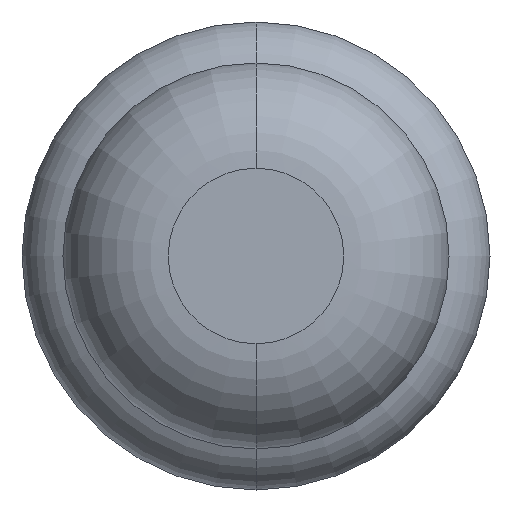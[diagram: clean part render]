
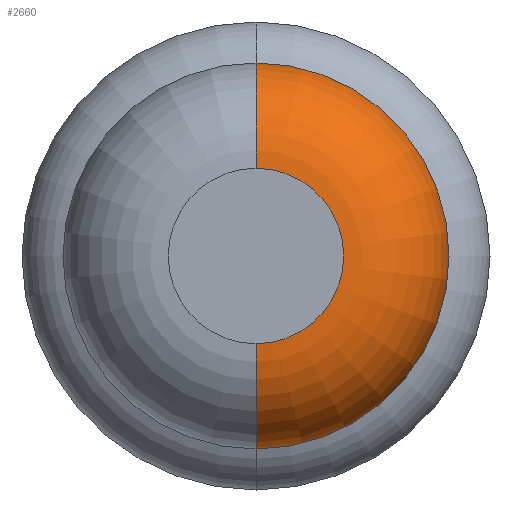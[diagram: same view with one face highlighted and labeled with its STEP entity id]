
A CAD part, front view. The second image highlights one B-rep face of the part: STEP entity #2660.
In plain terms, the highlighted toroidal (fillet/blend) face has major radius 0.375 mm and minor radius 0.45 mm.
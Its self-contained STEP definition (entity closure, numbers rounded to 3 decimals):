
#15 = TOROIDAL_SURFACE ( 'NONE', #2421, 0.375, 0.45 ) ;
#65 = VERTEX_POINT ( 'NONE', #1234 ) ;
#116 = DIRECTION ( 'NONE',  ( 0., 0., 1. ) ) ;
#253 = VERTEX_POINT ( 'NONE', #2827 ) ;
#350 = CARTESIAN_POINT ( 'NONE',  ( 0., -29.95, 0. ) ) ;
#627 = DIRECTION ( 'NONE',  ( 0., 1., 0. ) ) ;
#887 = EDGE_CURVE ( 'Defeature ausgef�hrt1_6+Defeature ausgef�hrt1_5+Defeature ausgef�hrt1_5+Defeature ausgef�hrt1_5', #65, #2611, #2138, .T. ) ;
#938 = DIRECTION ( 'NONE',  ( 1., 0., 0. ) ) ;
#972 = DIRECTION ( 'NONE',  ( 0., 0., 1. ) ) ;
#979 = EDGE_CURVE ( 'Defeature ausgef�hrt1_7+Defeature ausgef�hrt1_6+Defeature ausgef�hrt1_6+Defeature ausgef�hrt1_6', #253, #2192, #1407, .T. ) ;
#985 = DIRECTION ( 'NONE',  ( -1., 0., 0. ) ) ;
#1025 = AXIS2_PLACEMENT_3D ( 'NONE', #1278, #1823, #2888 ) ;
#1095 = EDGE_CURVE ( 'NONE', #65, #253, #2353, .T. ) ;
#1234 = CARTESIAN_POINT ( 'NONE',  ( 0., -30.4, 0.375 ) ) ;
#1278 = CARTESIAN_POINT ( 'NONE',  ( 0., -30.4, 0. ) ) ;
#1319 = CARTESIAN_POINT ( 'NONE',  ( 0., -29.95, 0. ) ) ;
#1326 = AXIS2_PLACEMENT_3D ( 'NONE', #1691, #938, #3095 ) ;
#1407 = CIRCLE ( 'NONE', #2658, 0.825 ) ;
#1519 = ORIENTED_EDGE ( 'NONE', *, *, #2608, .T. ) ;
#1547 = CIRCLE ( 'NONE', #1326, 0.45 ) ;
#1691 = CARTESIAN_POINT ( 'NONE',  ( 0., -29.95, -0.375 ) ) ;
#1823 = DIRECTION ( 'NONE',  ( 0., 1., 0. ) ) ;
#2117 = ORIENTED_EDGE ( 'NONE', *, *, #979, .F. ) ;
#2138 = CIRCLE ( 'NONE', #1025, 0.375 ) ;
#2192 = VERTEX_POINT ( 'NONE', #2243 ) ;
#2197 = AXIS2_PLACEMENT_3D ( 'NONE', #3146, #985, #972 ) ;
#2243 = CARTESIAN_POINT ( 'NONE',  ( 0., -29.95, -0.825 ) ) ;
#2353 = CIRCLE ( 'NONE', #2197, 0.45 ) ;
#2421 = AXIS2_PLACEMENT_3D ( 'NONE', #350, #627, #116 ) ;
#2608 = EDGE_CURVE ( 'NONE', #2611, #2192, #1547, .T. ) ;
#2611 = VERTEX_POINT ( 'NONE', #2774 ) ;
#2658 = AXIS2_PLACEMENT_3D ( 'NONE', #1319, #3220, #2693 ) ;
#2660 = ADVANCED_FACE ( 'Defeature ausgef�hrt1_6', ( #3181 ), #15, .T. ) ;
#2674 = EDGE_LOOP ( 'NONE', ( #3509, #1519, #2117, #3186 ) ) ;
#2693 = DIRECTION ( 'NONE',  ( 0., 0., 1. ) ) ;
#2774 = CARTESIAN_POINT ( 'NONE',  ( 0., -30.4, -0.375 ) ) ;
#2827 = CARTESIAN_POINT ( 'NONE',  ( 0., -29.95, 0.825 ) ) ;
#2888 = DIRECTION ( 'NONE',  ( 0., 0., 1. ) ) ;
#3095 = DIRECTION ( 'NONE',  ( 0., 0., -1. ) ) ;
#3146 = CARTESIAN_POINT ( 'NONE',  ( 0., -29.95, 0.375 ) ) ;
#3181 = FACE_OUTER_BOUND ( 'NONE', #2674, .T. ) ;
#3186 = ORIENTED_EDGE ( 'NONE', *, *, #1095, .F. ) ;
#3220 = DIRECTION ( 'NONE',  ( 0., 1., 0. ) ) ;
#3509 = ORIENTED_EDGE ( 'NONE', *, *, #887, .T. ) ;
